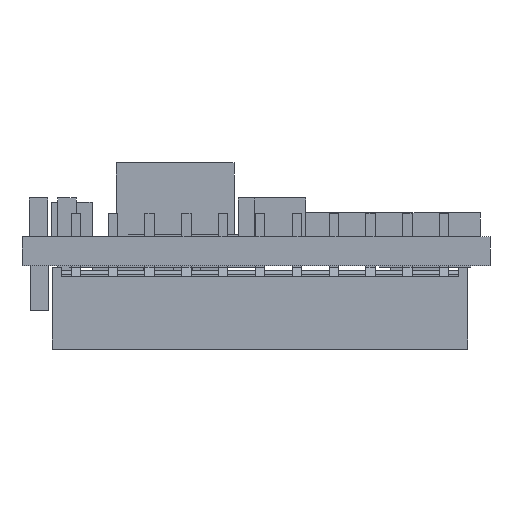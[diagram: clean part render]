
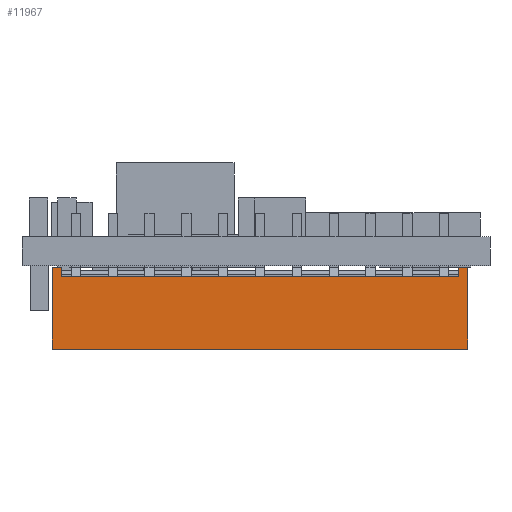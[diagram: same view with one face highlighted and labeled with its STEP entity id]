
A CAD part, left-side view. The second image highlights one B-rep face of the part: STEP entity #11967.
In plain terms, the highlighted face is planar.
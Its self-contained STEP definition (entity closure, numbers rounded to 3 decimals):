
#638=PLANE('',#12852);
#1215=FACE_OUTER_BOUND('',#1994,.T.);
#1994=EDGE_LOOP('',(#9541,#9542,#9543,#9544,#9545,#9546,#9547,#9548));
#2465=LINE('',#16827,#3880);
#2572=LINE('',#17042,#3987);
#2579=LINE('',#17059,#3994);
#2588=LINE('',#17079,#4003);
#2592=LINE('',#17086,#4007);
#2593=LINE('',#17089,#4008);
#2663=LINE('',#17230,#4078);
#2964=LINE('',#17832,#4379);
#3880=VECTOR('',#13925,1000.);
#3987=VECTOR('',#14042,1000.);
#3994=VECTOR('',#14053,1000.);
#4003=VECTOR('',#14068,1000.);
#4007=VECTOR('',#14074,1000.);
#4008=VECTOR('',#14077,1000.);
#4078=VECTOR('',#14171,1000.);
#4379=VECTOR('',#14824,1000.);
#5500=VERTEX_POINT('',#16825);
#5501=VERTEX_POINT('',#16826);
#5602=VERTEX_POINT('',#17036);
#5604=VERTEX_POINT('',#17040);
#5611=VERTEX_POINT('',#17056);
#5612=VERTEX_POINT('',#17058);
#5622=VERTEX_POINT('',#17084);
#5623=VERTEX_POINT('',#17088);
#6637=EDGE_CURVE('',#5500,#5501,#2465,.T.);
#6744=EDGE_CURVE('',#5602,#5604,#2572,.T.);
#6751=EDGE_CURVE('',#5612,#5611,#2579,.T.);
#6762=EDGE_CURVE('',#5500,#5612,#2588,.T.);
#6766=EDGE_CURVE('',#5611,#5622,#2592,.T.);
#6767=EDGE_CURVE('',#5602,#5623,#2593,.T.);
#6839=EDGE_CURVE('',#5622,#5623,#2663,.T.);
#7140=EDGE_CURVE('',#5501,#5604,#2964,.T.);
#9541=ORIENTED_EDGE('',*,*,#6751,.T.);
#9542=ORIENTED_EDGE('',*,*,#6766,.T.);
#9543=ORIENTED_EDGE('',*,*,#6839,.T.);
#9544=ORIENTED_EDGE('',*,*,#6767,.F.);
#9545=ORIENTED_EDGE('',*,*,#6744,.T.);
#9546=ORIENTED_EDGE('',*,*,#7140,.F.);
#9547=ORIENTED_EDGE('',*,*,#6637,.F.);
#9548=ORIENTED_EDGE('',*,*,#6762,.T.);
#11967=ADVANCED_FACE('',(#1215),#638,.F.);
#12852=AXIS2_PLACEMENT_3D('',#17831,#14822,#14823);
#13925=DIRECTION('',(-1.,0.,0.));
#14042=DIRECTION('',(-1.,0.,0.));
#14053=DIRECTION('',(-1.,0.,0.));
#14068=DIRECTION('',(0.,-1.,0.));
#14074=DIRECTION('',(0.,1.,0.));
#14077=DIRECTION('',(0.,1.,0.));
#14171=DIRECTION('',(-1.,0.,0.));
#14822=DIRECTION('center_axis',(0.,0.,1.));
#14823=DIRECTION('ref_axis',(1.,0.,0.));
#14824=DIRECTION('',(0.,-1.,0.));
#16825=CARTESIAN_POINT('',(11.274,4.445,-1.999));
#16826=CARTESIAN_POINT('',(-11.274,4.445,-1.999));
#16827=CARTESIAN_POINT('',(11.274,4.445,-1.999));
#17036=CARTESIAN_POINT('',(-10.766,0.,-1.999));
#17040=CARTESIAN_POINT('',(-11.274,0.,-1.999));
#17042=CARTESIAN_POINT('',(11.274,0.,-1.999));
#17056=CARTESIAN_POINT('',(10.766,0.,-1.999));
#17058=CARTESIAN_POINT('',(11.274,0.,-1.999));
#17059=CARTESIAN_POINT('',(11.274,0.,-1.999));
#17079=CARTESIAN_POINT('',(11.274,4.445,-1.999));
#17084=CARTESIAN_POINT('',(10.766,0.508,-1.999));
#17086=CARTESIAN_POINT('',(10.766,-0.254,-1.999));
#17088=CARTESIAN_POINT('',(-10.766,0.508,-1.999));
#17089=CARTESIAN_POINT('',(-10.766,-0.254,-1.999));
#17230=CARTESIAN_POINT('',(10.766,0.508,-1.999));
#17831=CARTESIAN_POINT('Origin',(11.274,4.445,-1.999));
#17832=CARTESIAN_POINT('',(-11.274,4.445,-1.999));
